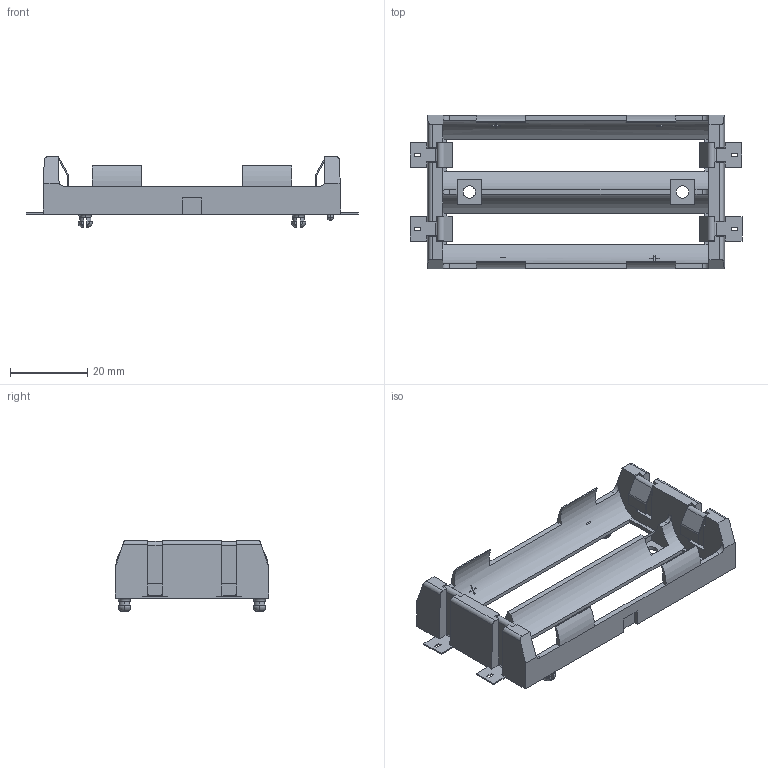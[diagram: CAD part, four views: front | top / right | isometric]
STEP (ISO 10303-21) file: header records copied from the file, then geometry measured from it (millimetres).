
FILE_DESCRIPTION (( 'STEP AP214' ), '1' );
FILE_NAME ('keystone-PN1047.STEP', '2019-03-31T12:14:33', ( '' ), ( '' ), 'SwSTEP 2.0', 'SolidWorks 2018', '' );
FILE_SCHEMA (( 'AUTOMOTIVE_DESIGN' ));
Length unit declared in the file: millimetre
Products named in the file (1): keystone-PN1047
Bounding box: 86 x 39.78 x 18.34 mm (x, y, z)
Volume: 9809.8 mm3; surface area: 10856.7 mm2
Topology: 5 solids, 5 shells, 915 faces, 2503 edges, 1656 vertices
Faces by surface type: plane 695, bspline 140, cylinder 66, torus 12, sphere 2
Entity records: 39029 total; most frequent: CARTESIAN_POINT 14615, ORIENTED_EDGE 4998, DIRECTION 3905, EDGE_CURVE 2499, VECTOR 1977, LINE 1977, VERTEX_POINT 1654, EDGE_LOOP 991
